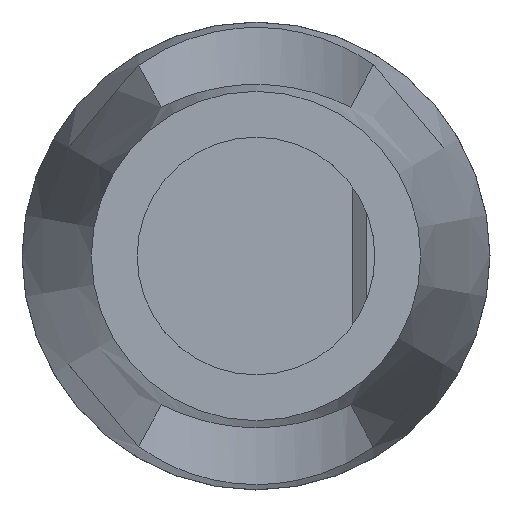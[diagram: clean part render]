
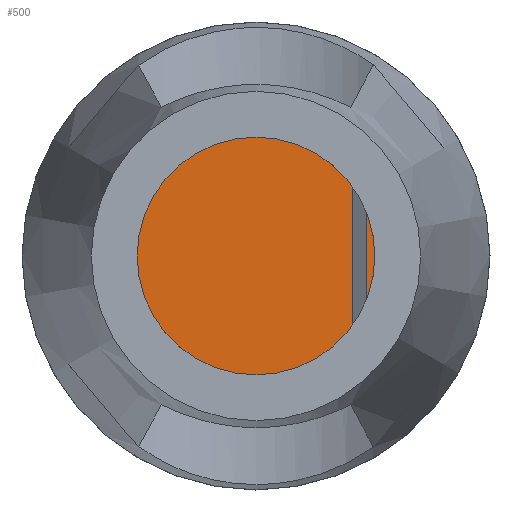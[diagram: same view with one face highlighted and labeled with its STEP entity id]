
A CAD part, front view. The second image highlights one B-rep face of the part: STEP entity #500.
In plain terms, the highlighted planar face has unit normal (0, -1, 0).
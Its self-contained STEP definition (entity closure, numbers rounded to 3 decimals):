
#30=PLANE('',#555);
#139=FACE_OUTER_BOUND('',#168,.T.);
#168=EDGE_LOOP('',(#450));
#191=CIRCLE('',#556,31.5);
#243=VERTEX_POINT('',#1124);
#317=EDGE_CURVE('',#243,#243,#191,.T.);
#450=ORIENTED_EDGE('',*,*,#317,.F.);
#500=ADVANCED_FACE('',(#139),#30,.T.);
#555=AXIS2_PLACEMENT_3D('',#1123,#654,#655);
#556=AXIS2_PLACEMENT_3D('',#1125,#656,#657);
#654=DIRECTION('center_axis',(0.,-1.,0.));
#655=DIRECTION('ref_axis',(0.,0.,-1.));
#656=DIRECTION('center_axis',(0.,1.,0.));
#657=DIRECTION('ref_axis',(0.,0.,1.));
#1123=CARTESIAN_POINT('Origin',(-31.,170.673,0.));
#1124=CARTESIAN_POINT('',(0.,170.673,-31.5));
#1125=CARTESIAN_POINT('Origin',(0.,170.673,0.));
